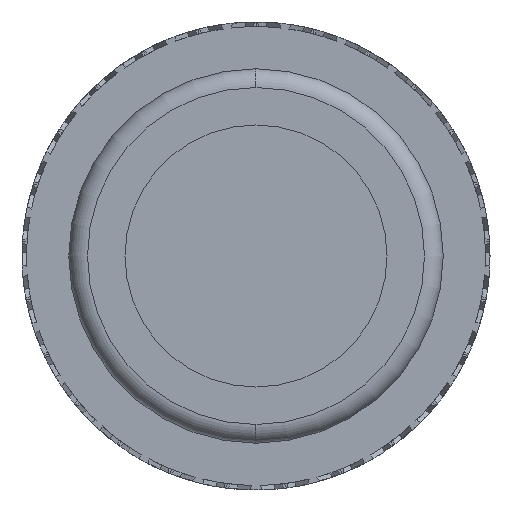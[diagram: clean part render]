
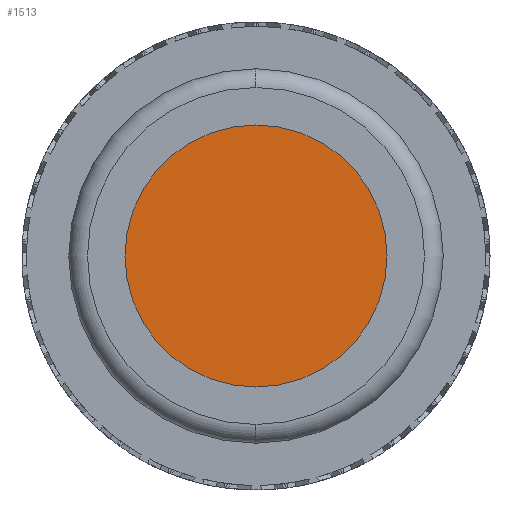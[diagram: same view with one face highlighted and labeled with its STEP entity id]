
A CAD part, left-side view. The second image highlights one B-rep face of the part: STEP entity #1513.
In plain terms, the highlighted planar face has unit normal (-1, 0, 0).
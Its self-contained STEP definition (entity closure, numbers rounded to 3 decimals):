
#1513=ADVANCED_FACE('',(#4605),#4606,.F.);
#4605=FACE_OUTER_BOUND('',#7705,.T.);
#4606=PLANE('',#7706);
#7705=EDGE_LOOP('',(#19935,#19936));
#7706=AXIS2_PLACEMENT_3D('',#19937,#19938,#19939);
#19935=ORIENTED_EDGE('',*,*,#20103,.F.);
#19936=ORIENTED_EDGE('',*,*,#23979,.F.);
#19937=CARTESIAN_POINT('',(30.0,0.0,0.0));
#19938=DIRECTION('',(1.0,0.0,0.0));
#19939=DIRECTION('',(0.0,0.0,-1.0));
#20103=EDGE_CURVE('',#24112,#24115,#24116,.T.);
#23979=EDGE_CURVE('',#24115,#24112,#30546,.T.);
#24112=VERTEX_POINT('',#30735);
#24115=VERTEX_POINT('',#30739);
#24116=CIRCLE('',#30740,2.8);
#30546=CIRCLE('',#38488,2.8);
#30735=CARTESIAN_POINT('',(30.0,0.0,-2.8));
#30739=CARTESIAN_POINT('',(30.0,0.,2.8));
#30740=AXIS2_PLACEMENT_3D('',#38601,#38602,#38603);
#38488=AXIS2_PLACEMENT_3D('',#47619,#47620,#47621);
#38601=CARTESIAN_POINT('',(30.0,0.0,0.0));
#38602=DIRECTION('',(1.0,0.0,0.0));
#38603=DIRECTION('',(0.0,0.0,-1.0));
#47619=CARTESIAN_POINT('',(30.0,0.0,0.0));
#47620=DIRECTION('',(1.0,0.0,0.0));
#47621=DIRECTION('',(0.0,0.0,-1.0));
